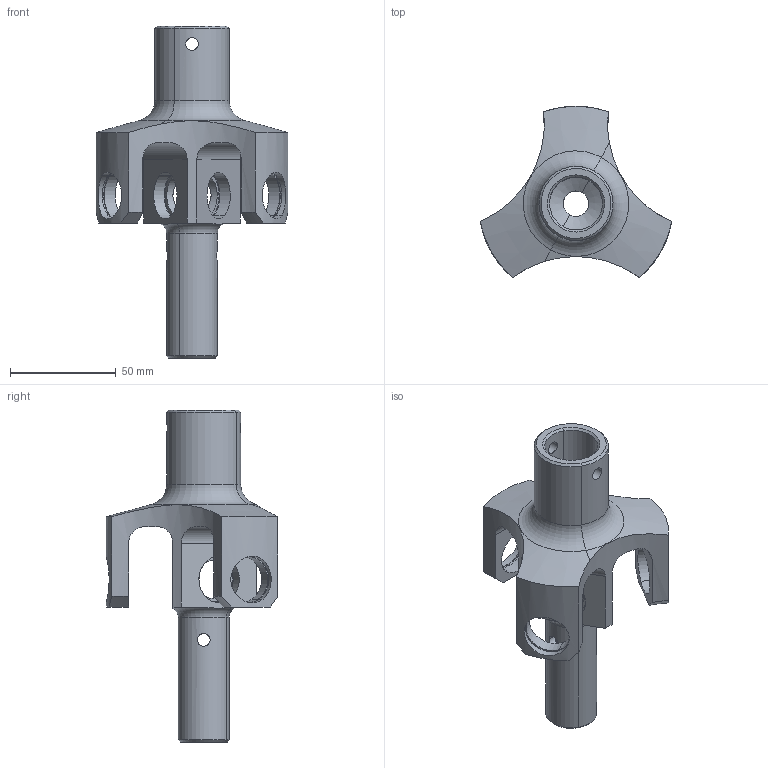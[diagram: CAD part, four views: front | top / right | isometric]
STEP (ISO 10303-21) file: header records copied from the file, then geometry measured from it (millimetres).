
FILE_DESCRIPTION(('CATIA V5 STEP Exchange'),'2;1');
FILE_NAME('EOLX1.3-D-120-001_A.stp','2020-01-30T22:23:23+00:00',('none'),('none'),'CATIA Version 5 Release 21 GA (IN-10)','CATIA V5 STEP AP203','none');
FILE_SCHEMA(('CONFIG_CONTROL_DESIGN'));
Length unit declared in the file: millimetre
Products named in the file (1): EOLX1.3-D-120-001_A
Bounding box: 90.44 x 80.94 x 156.7 mm (x, y, z)
Volume: 116891.4 mm3; surface area: 41885.2 mm2
Topology: 1 solids, 1 shells, 116 faces, 302 edges, 194 vertices
Faces by surface type: cylinder 62, plane 26, cone 18, torus 10
Entity records: 3764 total; most frequent: CARTESIAN_POINT 1211, ORIENTED_EDGE 604, DIRECTION 349, EDGE_CURVE 302, VERTEX_POINT 194, AXIS2_PLACEMENT_3D 186, EDGE_LOOP 144, CIRCLE 122
